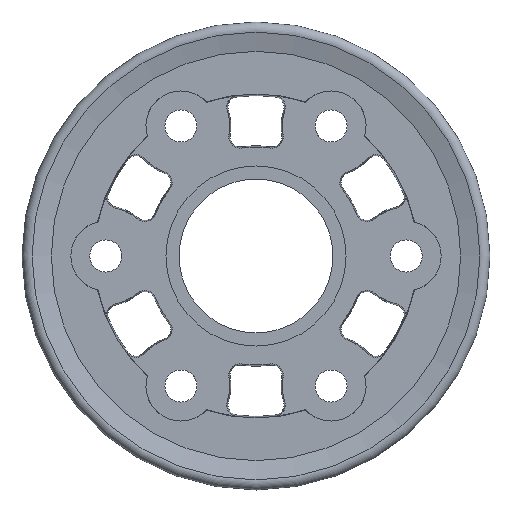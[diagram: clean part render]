
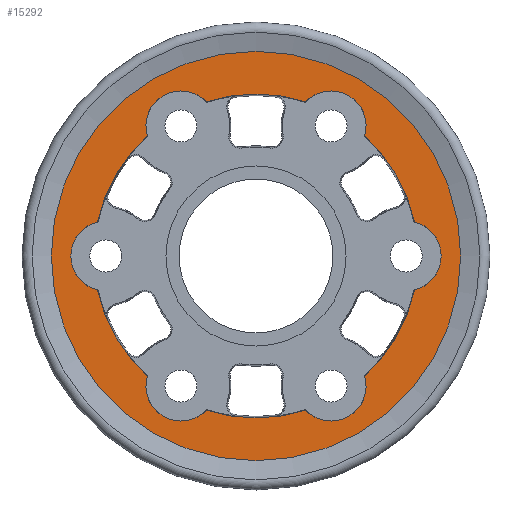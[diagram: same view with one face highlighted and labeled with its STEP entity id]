
A CAD part, left-side view. The second image highlights one B-rep face of the part: STEP entity #15292.
In plain terms, the highlighted planar face has unit normal (-1, 0, 0).
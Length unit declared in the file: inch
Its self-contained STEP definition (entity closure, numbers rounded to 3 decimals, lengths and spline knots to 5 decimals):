
#156=PLANE('',#17640);
#1846=FACE_BOUND('',#3492,.T.);
#2636=FACE_OUTER_BOUND('',#3491,.T.);
#3491=EDGE_LOOP('',(#13577));
#3492=EDGE_LOOP('',(#13578,#13579,#13580,#13581,#13582,#13583,#13584,#13585,
#13586,#13587,#13588,#13589));
#3554=CIRCLE('',#15347,0.21875);
#3558=CIRCLE('',#15352,0.21875);
#3562=CIRCLE('',#15357,0.21875);
#3584=CIRCLE('',#15390,1.27811);
#5069=CIRCLE('',#17641,0.21875);
#5070=CIRCLE('',#17642,1.01121);
#5071=CIRCLE('',#17643,1.01121);
#5072=CIRCLE('',#17644,1.01121);
#5073=CIRCLE('',#17645,1.01121);
#5074=CIRCLE('',#17646,0.21875);
#5075=CIRCLE('',#17647,1.01121);
#5076=CIRCLE('',#17648,0.21875);
#5077=CIRCLE('',#17649,1.01121);
#5137=VERTEX_POINT('',#23406);
#5138=VERTEX_POINT('',#23408);
#5141=VERTEX_POINT('',#23415);
#5142=VERTEX_POINT('',#23417);
#5145=VERTEX_POINT('',#23424);
#5146=VERTEX_POINT('',#23426);
#5179=VERTEX_POINT('',#23504);
#6658=VERTEX_POINT('',#27990);
#6659=VERTEX_POINT('',#27991);
#6660=VERTEX_POINT('',#27996);
#6661=VERTEX_POINT('',#27998);
#6662=VERTEX_POINT('',#28000);
#6663=VERTEX_POINT('',#28002);
#6708=EDGE_CURVE('',#5137,#5138,#3554,.T.);
#6712=EDGE_CURVE('',#5141,#5142,#3558,.T.);
#6716=EDGE_CURVE('',#5145,#5146,#3562,.T.);
#6750=EDGE_CURVE('',#5179,#5179,#3584,.T.);
#8991=EDGE_CURVE('',#6658,#6659,#5069,.T.);
#8992=EDGE_CURVE('',#5138,#6658,#5070,.T.);
#8993=EDGE_CURVE('',#5142,#5137,#5071,.T.);
#8994=EDGE_CURVE('',#5146,#5141,#5072,.T.);
#8995=EDGE_CURVE('',#6660,#5145,#5073,.T.);
#8996=EDGE_CURVE('',#6661,#6660,#5074,.T.);
#8997=EDGE_CURVE('',#6662,#6661,#5075,.T.);
#8998=EDGE_CURVE('',#6663,#6662,#5076,.T.);
#8999=EDGE_CURVE('',#6659,#6663,#5077,.T.);
#13577=ORIENTED_EDGE('',*,*,#6750,.F.);
#13578=ORIENTED_EDGE('',*,*,#8991,.F.);
#13579=ORIENTED_EDGE('',*,*,#8992,.F.);
#13580=ORIENTED_EDGE('',*,*,#6708,.F.);
#13581=ORIENTED_EDGE('',*,*,#8993,.F.);
#13582=ORIENTED_EDGE('',*,*,#6712,.F.);
#13583=ORIENTED_EDGE('',*,*,#8994,.F.);
#13584=ORIENTED_EDGE('',*,*,#6716,.F.);
#13585=ORIENTED_EDGE('',*,*,#8995,.F.);
#13586=ORIENTED_EDGE('',*,*,#8996,.F.);
#13587=ORIENTED_EDGE('',*,*,#8997,.F.);
#13588=ORIENTED_EDGE('',*,*,#8998,.F.);
#13589=ORIENTED_EDGE('',*,*,#8999,.F.);
#15292=ADVANCED_FACE('',(#2636,#1846),#156,.T.);
#15347=AXIS2_PLACEMENT_3D('',#23409,#17769,#17770);
#15352=AXIS2_PLACEMENT_3D('',#23418,#17779,#17780);
#15357=AXIS2_PLACEMENT_3D('',#23427,#17789,#17790);
#15390=AXIS2_PLACEMENT_3D('',#23505,#17867,#17868);
#17640=AXIS2_PLACEMENT_3D('',#27989,#23123,#23124);
#17641=AXIS2_PLACEMENT_3D('',#27992,#23125,#23126);
#17642=AXIS2_PLACEMENT_3D('',#27993,#23127,#23128);
#17643=AXIS2_PLACEMENT_3D('',#27994,#23129,#23130);
#17644=AXIS2_PLACEMENT_3D('',#27995,#23131,#23132);
#17645=AXIS2_PLACEMENT_3D('',#27997,#23133,#23134);
#17646=AXIS2_PLACEMENT_3D('',#27999,#23135,#23136);
#17647=AXIS2_PLACEMENT_3D('',#28001,#23137,#23138);
#17648=AXIS2_PLACEMENT_3D('',#28003,#23139,#23140);
#17649=AXIS2_PLACEMENT_3D('',#28004,#23141,#23142);
#17769=DIRECTION('center_axis',(-1.,0.,0.));
#17770=DIRECTION('ref_axis',(0.,-1.,0.));
#17779=DIRECTION('center_axis',(-1.,0.,0.));
#17780=DIRECTION('ref_axis',(0.,-1.,0.));
#17789=DIRECTION('center_axis',(-1.,0.,0.));
#17790=DIRECTION('ref_axis',(0.,-1.,0.));
#17867=DIRECTION('center_axis',(1.,0.,0.));
#17868=DIRECTION('ref_axis',(0.,1.,0.));
#23123=DIRECTION('center_axis',(-1.,0.,0.));
#23124=DIRECTION('ref_axis',(0.,-1.,0.));
#23125=DIRECTION('center_axis',(-1.,0.,0.));
#23126=DIRECTION('ref_axis',(0.,-1.,0.));
#23127=DIRECTION('center_axis',(-1.,0.,0.));
#23128=DIRECTION('ref_axis',(0.,-1.,0.));
#23129=DIRECTION('center_axis',(-1.,0.,0.));
#23130=DIRECTION('ref_axis',(0.,-1.,0.));
#23131=DIRECTION('center_axis',(-1.,0.,0.));
#23132=DIRECTION('ref_axis',(0.,-1.,0.));
#23133=DIRECTION('center_axis',(-1.,0.,0.));
#23134=DIRECTION('ref_axis',(0.,-1.,0.));
#23135=DIRECTION('center_axis',(-1.,0.,0.));
#23136=DIRECTION('ref_axis',(0.,-1.,0.));
#23137=DIRECTION('center_axis',(-1.,0.,0.));
#23138=DIRECTION('ref_axis',(0.,-1.,0.));
#23139=DIRECTION('center_axis',(-1.,0.,0.));
#23140=DIRECTION('ref_axis',(0.,-1.,0.));
#23141=DIRECTION('center_axis',(-1.,0.,0.));
#23142=DIRECTION('ref_axis',(0.,-1.,0.));
#23406=CARTESIAN_POINT('',(-0.1,-0.67846,0.74983));
#23408=CARTESIAN_POINT('',(-0.1,-0.31002,0.96251));
#23409=CARTESIAN_POINT('Origin',(-0.1,-0.46872,
0.81196));
#23415=CARTESIAN_POINT('',(-0.1,-0.9886,-0.21262));
#23417=CARTESIAN_POINT('',(-0.1,-0.98857,0.21278));
#23418=CARTESIAN_POINT('Origin',(-0.1,-0.9375,0.00008));
#23424=CARTESIAN_POINT('',(-0.1,-0.31016,-0.96247));
#23426=CARTESIAN_POINT('',(-0.1,-0.67854,-0.74975));
#23427=CARTESIAN_POINT('Origin',(-0.1,-0.46878,
-0.81184));
#23504=CARTESIAN_POINT('',(-0.1,-1.27811,0.));
#23505=CARTESIAN_POINT('Origin',(-0.1,0.,0.));
#27989=CARTESIAN_POINT('Origin',(-0.1,1.27811,0.));
#27990=CARTESIAN_POINT('',(-0.1,0.3101,0.96249));
#27991=CARTESIAN_POINT('',(-0.1,0.67852,0.74977));
#27992=CARTESIAN_POINT('Origin',(-0.1,0.46878,
0.81192));
#27993=CARTESIAN_POINT('Origin',(-0.1,0.,0.));
#27994=CARTESIAN_POINT('Origin',(-0.1,0.,0.));
#27995=CARTESIAN_POINT('Origin',(-0.1,0.,0.));
#27996=CARTESIAN_POINT('',(-0.1,0.31008,-0.96249));
#27997=CARTESIAN_POINT('Origin',(-0.1,0.,0.));
#27998=CARTESIAN_POINT('',(-0.1,0.67847,-0.74981));
#27999=CARTESIAN_POINT('Origin',(-0.1,0.46872,-0.81188));
#28000=CARTESIAN_POINT('',(-0.1,0.98858,-0.2127));
#28001=CARTESIAN_POINT('Origin',(-0.1,0.,0.));
#28002=CARTESIAN_POINT('',(-0.1,0.98858,0.2127));
#28003=CARTESIAN_POINT('Origin',(-0.1,0.9375,0.));
#28004=CARTESIAN_POINT('Origin',(-0.1,0.,0.));
